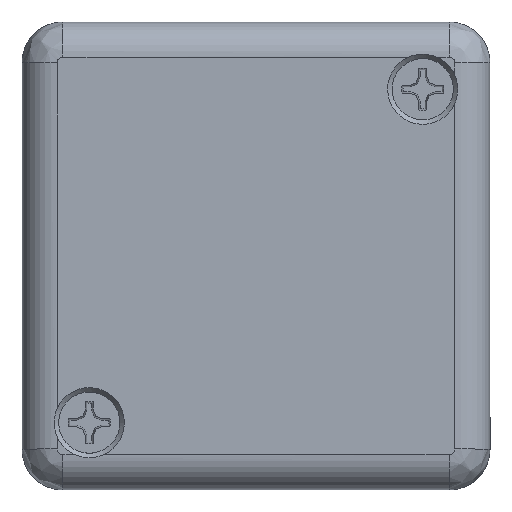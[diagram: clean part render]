
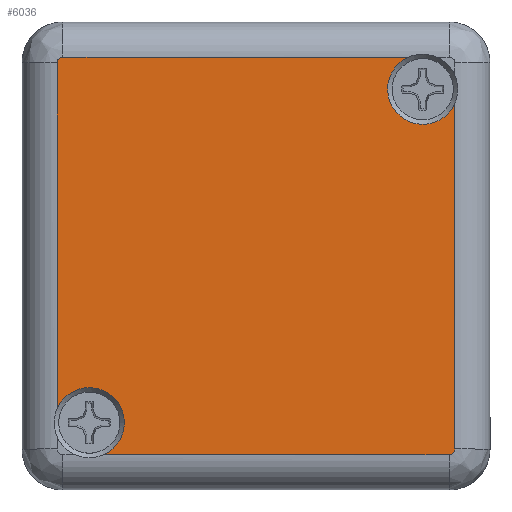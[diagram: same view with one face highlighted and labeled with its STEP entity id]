
A CAD part, top view. The second image highlights one B-rep face of the part: STEP entity #6036.
In plain terms, the highlighted face is planar.
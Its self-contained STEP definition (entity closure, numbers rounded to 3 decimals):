
#223=CIRCLE('',#6334,3.);
#228=CIRCLE('',#6341,3.);
#285=CIRCLE('',#6442,0.5);
#287=CIRCLE('',#6445,0.5);
#742=FACE_OUTER_BOUND('',#1130,.T.);
#1130=EDGE_LOOP('',(#5326,#5327,#5328,#5329,#5330,#5331,#5332,#5333));
#1587=LINE('',#11125,#2111);
#1588=LINE('',#11128,#2112);
#1635=LINE('',#11351,#2159);
#1636=LINE('',#11376,#2160);
#2111=VECTOR('',#7454,29.551);
#2112=VECTOR('',#7457,29.551);
#2159=VECTOR('',#7696,29.551);
#2160=VECTOR('',#7707,29.551);
#2806=VERTEX_POINT('',#11063);
#2808=VERTEX_POINT('',#11073);
#2813=VERTEX_POINT('',#11092);
#2815=VERTEX_POINT('',#11103);
#2820=VERTEX_POINT('',#11123);
#2821=VERTEX_POINT('',#11127);
#2883=VERTEX_POINT('',#11350);
#2884=VERTEX_POINT('',#11362);
#3593=EDGE_CURVE('',#2808,#2806,#223,.T.);
#3601=EDGE_CURVE('',#2813,#2815,#228,.T.);
#3607=EDGE_CURVE('',#2820,#2806,#1587,.T.);
#3608=EDGE_CURVE('',#2813,#2821,#1588,.T.);
#3708=EDGE_CURVE('',#2821,#2820,#285,.T.);
#3709=EDGE_CURVE('',#2808,#2883,#1635,.T.);
#3711=EDGE_CURVE('',#2883,#2884,#287,.T.);
#3714=EDGE_CURVE('',#2884,#2815,#1636,.T.);
#5326=ORIENTED_EDGE('',*,*,#3593,.T.);
#5327=ORIENTED_EDGE('',*,*,#3607,.F.);
#5328=ORIENTED_EDGE('',*,*,#3708,.F.);
#5329=ORIENTED_EDGE('',*,*,#3608,.F.);
#5330=ORIENTED_EDGE('',*,*,#3601,.T.);
#5331=ORIENTED_EDGE('',*,*,#3714,.F.);
#5332=ORIENTED_EDGE('',*,*,#3711,.F.);
#5333=ORIENTED_EDGE('',*,*,#3709,.F.);
#5707=PLANE('',#6449);
#6036=ADVANCED_FACE('',(#742),#5707,.F.);
#6334=AXIS2_PLACEMENT_3D('',#11074,#7426,#7427);
#6341=AXIS2_PLACEMENT_3D('',#11112,#7440,#7441);
#6442=AXIS2_PLACEMENT_3D('',#11348,#7692,#7693);
#6445=AXIS2_PLACEMENT_3D('',#11363,#7699,#7700);
#6449=AXIS2_PLACEMENT_3D('',#11377,#7708,#7709);
#7426=DIRECTION('center_axis',(0.,0.,1.));
#7427=DIRECTION('ref_axis',(-1.,0.,0.));
#7440=DIRECTION('center_axis',(0.,0.,1.));
#7441=DIRECTION('ref_axis',(-1.,0.,0.));
#7454=DIRECTION('',(1.,0.,0.));
#7457=DIRECTION('',(0.,-1.,0.));
#7692=DIRECTION('center_axis',(0.,0.,1.));
#7693=DIRECTION('ref_axis',(-0.707,-0.707,0.));
#7696=DIRECTION('',(0.,1.,0.));
#7699=DIRECTION('center_axis',(0.,0.,1.));
#7700=DIRECTION('ref_axis',(0.707,0.707,0.));
#7707=DIRECTION('',(-1.,0.,0.));
#7708=DIRECTION('center_axis',(0.,0.,1.));
#7709=DIRECTION('ref_axis',(1.,0.,0.));
#11063=CARTESIAN_POINT('',(4.034,-15.717,0.));
#11073=CARTESIAN_POINT('',(7.983,-11.768,0.));
#11074=CARTESIAN_POINT('Origin',(5.233,-12.967,0.));
#11092=CARTESIAN_POINT('',(-26.017,14.334,0.));
#11103=CARTESIAN_POINT('',(-22.068,18.283,0.));
#11112=CARTESIAN_POINT('Origin',(-23.267,15.533,0.));
#11123=CARTESIAN_POINT('',(-25.517,-15.717,0.));
#11125=CARTESIAN_POINT('',(0.983,-15.717,0.));
#11127=CARTESIAN_POINT('',(-26.017,-15.217,0.));
#11128=CARTESIAN_POINT('',(-26.017,-8.717,0.));
#11348=CARTESIAN_POINT('Origin',(-25.517,-15.217,0.));
#11350=CARTESIAN_POINT('',(7.983,17.783,0.));
#11351=CARTESIAN_POINT('',(7.983,11.283,0.));
#11362=CARTESIAN_POINT('',(7.483,18.283,0.));
#11363=CARTESIAN_POINT('Origin',(7.483,17.783,0.));
#11376=CARTESIAN_POINT('',(-19.017,18.283,0.));
#11377=CARTESIAN_POINT('Origin',(-9.017,1.283,0.));
